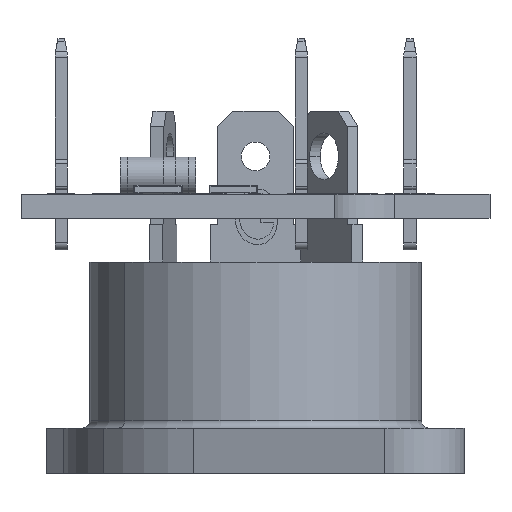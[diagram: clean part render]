
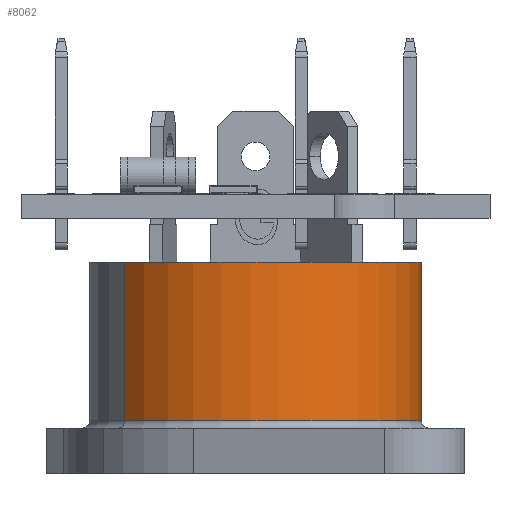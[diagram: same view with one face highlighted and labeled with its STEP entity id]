
A CAD part, left-side view. The second image highlights one B-rep face of the part: STEP entity #8062.
In plain terms, the highlighted cylindrical face has radius 11 mm (diameter 22 mm), a partial arc.
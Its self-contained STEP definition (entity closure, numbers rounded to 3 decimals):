
#6372 = VERTEX_POINT('',#6373);
#6373 = CARTESIAN_POINT('',(134.211,-119.14,-13.4));
#6392 = VERTEX_POINT('',#6393);
#6393 = CARTESIAN_POINT('',(120.667,-101.804,-13.4));
#6400 = EDGE_CURVE('',#6392,#6372,#6401,.T.);
#6401 = CIRCLE('',#6402,11.);
#6402 = AXIS2_PLACEMENT_3D('',#6403,#6404,#6405);
#6403 = CARTESIAN_POINT('',(127.439,-110.472,-13.4));
#6404 = DIRECTION('',(0.,0.,1.));
#6405 = DIRECTION('',(0.616,-0.788,0.
    ));
#6458 = VERTEX_POINT('',#6459);
#6459 = CARTESIAN_POINT('',(134.211,-119.14,-2.9));
#6460 = VERTEX_POINT('',#6461);
#6461 = CARTESIAN_POINT('',(120.667,-101.804,-2.9));
#6468 = EDGE_CURVE('',#6458,#6372,#6469,.T.);
#6469 = LINE('',#6470,#6471);
#6470 = CARTESIAN_POINT('',(134.211,-119.14,-2.9));
#6471 = VECTOR('',#6472,1.);
#6472 = DIRECTION('',(0.,0.,-1.));
#6481 = EDGE_CURVE('',#6460,#6392,#6482,.T.);
#6482 = LINE('',#6483,#6484);
#6483 = CARTESIAN_POINT('',(120.667,-101.804,-2.9));
#6484 = VECTOR('',#6485,1.);
#6485 = DIRECTION('',(0.,0.,-1.));
#7558 = EDGE_CURVE('',#6460,#6458,#7559,.T.);
#7559 = CIRCLE('',#7560,11.);
#7560 = AXIS2_PLACEMENT_3D('',#7561,#7562,#7563);
#7561 = CARTESIAN_POINT('',(127.439,-110.472,-2.9));
#7562 = DIRECTION('',(0.,0.,1.));
#7563 = DIRECTION('',(0.616,-0.788,0.
    ));
#8062 = ADVANCED_FACE('',(#8063),#8069,.T.);
#8063 = FACE_BOUND('',#8064,.T.);
#8064 = EDGE_LOOP('',(#8065,#8066,#8067,#8068));
#8065 = ORIENTED_EDGE('',*,*,#6468,.F.);
#8066 = ORIENTED_EDGE('',*,*,#7558,.F.);
#8067 = ORIENTED_EDGE('',*,*,#6481,.T.);
#8068 = ORIENTED_EDGE('',*,*,#6400,.T.);
#8069 = CYLINDRICAL_SURFACE('',#8070,11.);
#8070 = AXIS2_PLACEMENT_3D('',#8071,#8072,#8073);
#8071 = CARTESIAN_POINT('',(127.439,-110.472,-2.9));
#8072 = DIRECTION('',(0.,0.,-1.));
#8073 = DIRECTION('',(-0.616,0.788,0.)
  );
